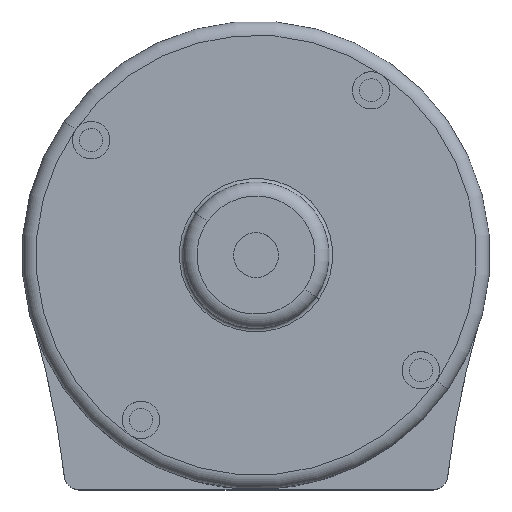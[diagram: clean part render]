
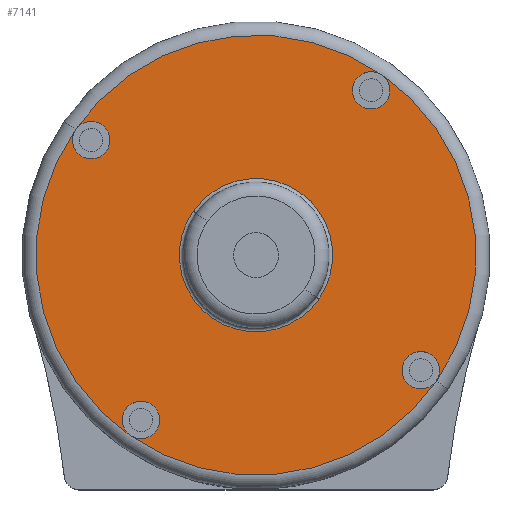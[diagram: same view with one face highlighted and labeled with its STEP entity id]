
A CAD part, top view. The second image highlights one B-rep face of the part: STEP entity #7141.
In plain terms, the highlighted face is planar.
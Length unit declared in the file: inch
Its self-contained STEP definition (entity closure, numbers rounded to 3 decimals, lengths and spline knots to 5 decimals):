
#309 = DIRECTION ( 'NONE',  ( -1., 0., 0. ) ) ;
#524 = DIRECTION ( 'NONE',  ( -1., 0., 0. ) ) ;
#727 = CARTESIAN_POINT ( 'NONE',  ( 0.365, 0., 0. ) ) ;
#734 = VERTEX_POINT ( 'NONE', #26031 ) ;
#935 = CARTESIAN_POINT ( 'NONE',  ( 0.365, -1.717, 0. ) ) ;
#1134 = CARTESIAN_POINT ( 'NONE',  ( 0.365, 1.718, -0.16 ) ) ;
#1638 = EDGE_CURVE ( 'NONE', #39867, #20227, #13492, .T. ) ;
#2038 = ORIENTED_EDGE ( 'NONE', *, *, #9503, .F. ) ;
#2199 = FACE_BOUND ( 'NONE', #37047, .T. ) ;
#2460 = EDGE_LOOP ( 'NONE', ( #2770, #11476 ) ) ;
#2537 = EDGE_CURVE ( 'NONE', #39340, #12034, #11527, .T. ) ;
#2770 = ORIENTED_EDGE ( 'NONE', *, *, #23976, .F. ) ;
#2854 = CARTESIAN_POINT ( 'NONE',  ( 0.365, -1.717, 0. ) ) ;
#3458 = DIRECTION ( 'NONE',  ( -1., 0., 0. ) ) ;
#4114 = ORIENTED_EDGE ( 'NONE', *, *, #21079, .F. ) ;
#4508 = DIRECTION ( 'NONE',  ( -1., 0., 0. ) ) ;
#4900 = EDGE_CURVE ( 'NONE', #6220, #5703, #22942, .T. ) ;
#4927 = CARTESIAN_POINT ( 'NONE',  ( 0.365, -1.717, 0.16 ) ) ;
#5442 = EDGE_LOOP ( 'NONE', ( #6826, #29577 ) ) ;
#5703 = VERTEX_POINT ( 'NONE', #23682 ) ;
#5758 = DIRECTION ( 'NONE',  ( 0., 0., 1. ) ) ;
#5970 = DIRECTION ( 'NONE',  ( -1., 0., 0. ) ) ;
#6220 = VERTEX_POINT ( 'NONE', #16777 ) ;
#6799 = DIRECTION ( 'NONE',  ( 0., 0., 1. ) ) ;
#6826 = ORIENTED_EDGE ( 'NONE', *, *, #27804, .T. ) ;
#7141 = ADVANCED_FACE ( 'NONE', ( #30505, #33668, #11633, #27766, #2199, #18128 ), #24213, .F. ) ;
#8091 = DIRECTION ( 'NONE',  ( 1., 0., 0. ) ) ;
#8527 = ORIENTED_EDGE ( 'NONE', *, *, #9303, .F. ) ;
#8851 = EDGE_LOOP ( 'NONE', ( #9677, #36557 ) ) ;
#9097 = AXIS2_PLACEMENT_3D ( 'NONE', #21464, #5970, #31536 ) ;
#9154 = CIRCLE ( 'NONE', #15822, 0.16 ) ;
#9303 = EDGE_CURVE ( 'NONE', #21153, #22535, #29869, .T. ) ;
#9503 = EDGE_CURVE ( 'NONE', #12034, #39340, #27167, .T. ) ;
#9677 = ORIENTED_EDGE ( 'NONE', *, *, #9951, .F. ) ;
#9951 = EDGE_CURVE ( 'NONE', #5703, #6220, #9154, .T. ) ;
#10211 = CARTESIAN_POINT ( 'NONE',  ( 0.365, 0., -1.8775 ) ) ;
#11476 = ORIENTED_EDGE ( 'NONE', *, *, #1638, .F. ) ;
#11527 = CIRCLE ( 'NONE', #36325, 0.655 ) ;
#11633 = FACE_BOUND ( 'NONE', #26678, .T. ) ;
#11844 = DIRECTION ( 'NONE',  ( 0., 0., -1. ) ) ;
#12034 = VERTEX_POINT ( 'NONE', #13915 ) ;
#13281 = AXIS2_PLACEMENT_3D ( 'NONE', #36153, #26070, #6799 ) ;
#13336 = DIRECTION ( 'NONE',  ( 0., 0., 1. ) ) ;
#13382 = CARTESIAN_POINT ( 'NONE',  ( 0.365, 1.718, 0. ) ) ;
#13492 = CIRCLE ( 'NONE', #24185, 0.16 ) ;
#13735 = CARTESIAN_POINT ( 'NONE',  ( 0.365, 0., -1.5575 ) ) ;
#13890 = DIRECTION ( 'NONE',  ( 0., 0., 1. ) ) ;
#13904 = DIRECTION ( 'NONE',  ( -1., 0., 0. ) ) ;
#13915 = CARTESIAN_POINT ( 'NONE',  ( 0.365, 0., -0.655 ) ) ;
#13948 = DIRECTION ( 'NONE',  ( -1., 0., 0. ) ) ;
#14886 = AXIS2_PLACEMENT_3D ( 'NONE', #2854, #25887, #13890 ) ;
#15822 = AXIS2_PLACEMENT_3D ( 'NONE', #26889, #13904, #30449 ) ;
#16183 = DIRECTION ( 'NONE',  ( 0., 0., 1. ) ) ;
#16777 = CARTESIAN_POINT ( 'NONE',  ( 0.365, 0., 1.5575 ) ) ;
#17212 = CARTESIAN_POINT ( 'NONE',  ( 0.365, 1.718, 0.16 ) ) ;
#17297 = CIRCLE ( 'NONE', #40763, 0.16 ) ;
#17490 = DIRECTION ( 'NONE',  ( 0., 0., 1. ) ) ;
#18128 = FACE_OUTER_BOUND ( 'NONE', #5442, .T. ) ;
#19578 = DIRECTION ( 'NONE',  ( 0., 0., 1. ) ) ;
#19837 = EDGE_CURVE ( 'NONE', #734, #41101, #27298, .T. ) ;
#20227 = VERTEX_POINT ( 'NONE', #17212 ) ;
#21079 = EDGE_CURVE ( 'NONE', #24144, #30742, #17297, .T. ) ;
#21153 = VERTEX_POINT ( 'NONE', #4927 ) ;
#21464 = CARTESIAN_POINT ( 'NONE',  ( 0.365, 0., 0. ) ) ;
#21467 = CARTESIAN_POINT ( 'NONE',  ( 0.365, 0., 1.7175 ) ) ;
#22535 = VERTEX_POINT ( 'NONE', #27276 ) ;
#22942 = CIRCLE ( 'NONE', #36382, 0.16 ) ;
#23081 = CARTESIAN_POINT ( 'NONE',  ( 0.365, 0., -1.7175 ) ) ;
#23429 = AXIS2_PLACEMENT_3D ( 'NONE', #28429, #524, #13336 ) ;
#23682 = CARTESIAN_POINT ( 'NONE',  ( 0.365, 0., 1.8775 ) ) ;
#23850 = AXIS2_PLACEMENT_3D ( 'NONE', #935, #13948, #39747 ) ;
#23976 = EDGE_CURVE ( 'NONE', #20227, #39867, #24768, .T. ) ;
#24144 = VERTEX_POINT ( 'NONE', #13735 ) ;
#24185 = AXIS2_PLACEMENT_3D ( 'NONE', #13382, #26142, #32435 ) ;
#24213 = PLANE ( 'NONE',  #35019 ) ;
#24768 = CIRCLE ( 'NONE', #23429, 0.16 ) ;
#25887 = DIRECTION ( 'NONE',  ( -1., 0., 0. ) ) ;
#26031 = CARTESIAN_POINT ( 'NONE',  ( 0.365, 0., -1.88 ) ) ;
#26070 = DIRECTION ( 'NONE',  ( -1., 0., 0. ) ) ;
#26113 = EDGE_LOOP ( 'NONE', ( #8527, #26781 ) ) ;
#26142 = DIRECTION ( 'NONE',  ( -1., 0., 0. ) ) ;
#26678 = EDGE_LOOP ( 'NONE', ( #4114, #39894 ) ) ;
#26781 = ORIENTED_EDGE ( 'NONE', *, *, #27237, .F. ) ;
#26889 = CARTESIAN_POINT ( 'NONE',  ( 0.365, 0., 1.7175 ) ) ;
#27167 = CIRCLE ( 'NONE', #9097, 0.655 ) ;
#27237 = EDGE_CURVE ( 'NONE', #22535, #21153, #40997, .T. ) ;
#27276 = CARTESIAN_POINT ( 'NONE',  ( 0.365, -1.717, -0.16 ) ) ;
#27298 = CIRCLE ( 'NONE', #41351, 1.88 ) ;
#27329 = CIRCLE ( 'NONE', #13281, 1.88 ) ;
#27662 = CARTESIAN_POINT ( 'NONE',  ( 0.365, 0., 1.88 ) ) ;
#27766 = FACE_BOUND ( 'NONE', #8851, .T. ) ;
#27804 = EDGE_CURVE ( 'NONE', #41101, #734, #27329, .T. ) ;
#28429 = CARTESIAN_POINT ( 'NONE',  ( 0.365, 1.718, 0. ) ) ;
#28981 = DIRECTION ( 'NONE',  ( -1., 0., 0. ) ) ;
#29033 = CARTESIAN_POINT ( 'NONE',  ( 0.365, 0., -1.7175 ) ) ;
#29577 = ORIENTED_EDGE ( 'NONE', *, *, #19837, .T. ) ;
#29869 = CIRCLE ( 'NONE', #23850, 0.16 ) ;
#30449 = DIRECTION ( 'NONE',  ( 0., 0., 1. ) ) ;
#30505 = FACE_BOUND ( 'NONE', #26113, .T. ) ;
#30742 = VERTEX_POINT ( 'NONE', #10211 ) ;
#31536 = DIRECTION ( 'NONE',  ( 0., 0., 1. ) ) ;
#32435 = DIRECTION ( 'NONE',  ( 0., 0., 1. ) ) ;
#33109 = CARTESIAN_POINT ( 'NONE',  ( 0.365, 0., 0.655 ) ) ;
#33668 = FACE_BOUND ( 'NONE', #2460, .T. ) ;
#34692 = DIRECTION ( 'NONE',  ( -1., 0., 0. ) ) ;
#35019 = AXIS2_PLACEMENT_3D ( 'NONE', #40584, #8091, #11844 ) ;
#35303 = CIRCLE ( 'NONE', #40666, 0.16 ) ;
#35749 = CARTESIAN_POINT ( 'NONE',  ( 0.365, 0., 0. ) ) ;
#35889 = ORIENTED_EDGE ( 'NONE', *, *, #2537, .F. ) ;
#36153 = CARTESIAN_POINT ( 'NONE',  ( 0.365, 0., 0. ) ) ;
#36325 = AXIS2_PLACEMENT_3D ( 'NONE', #727, #4508, #17490 ) ;
#36382 = AXIS2_PLACEMENT_3D ( 'NONE', #21467, #34692, #5758 ) ;
#36557 = ORIENTED_EDGE ( 'NONE', *, *, #4900, .F. ) ;
#37047 = EDGE_LOOP ( 'NONE', ( #35889, #2038 ) ) ;
#37284 = EDGE_CURVE ( 'NONE', #30742, #24144, #35303, .T. ) ;
#38688 = DIRECTION ( 'NONE',  ( 0., 0., 1. ) ) ;
#39340 = VERTEX_POINT ( 'NONE', #33109 ) ;
#39747 = DIRECTION ( 'NONE',  ( 0., 0., 1. ) ) ;
#39867 = VERTEX_POINT ( 'NONE', #1134 ) ;
#39894 = ORIENTED_EDGE ( 'NONE', *, *, #37284, .F. ) ;
#40584 = CARTESIAN_POINT ( 'NONE',  ( 0.365, 0.655, 0. ) ) ;
#40666 = AXIS2_PLACEMENT_3D ( 'NONE', #23081, #28981, #16183 ) ;
#40763 = AXIS2_PLACEMENT_3D ( 'NONE', #29033, #309, #38688 ) ;
#40997 = CIRCLE ( 'NONE', #14886, 0.16 ) ;
#41101 = VERTEX_POINT ( 'NONE', #27662 ) ;
#41351 = AXIS2_PLACEMENT_3D ( 'NONE', #35749, #3458, #19578 ) ;
